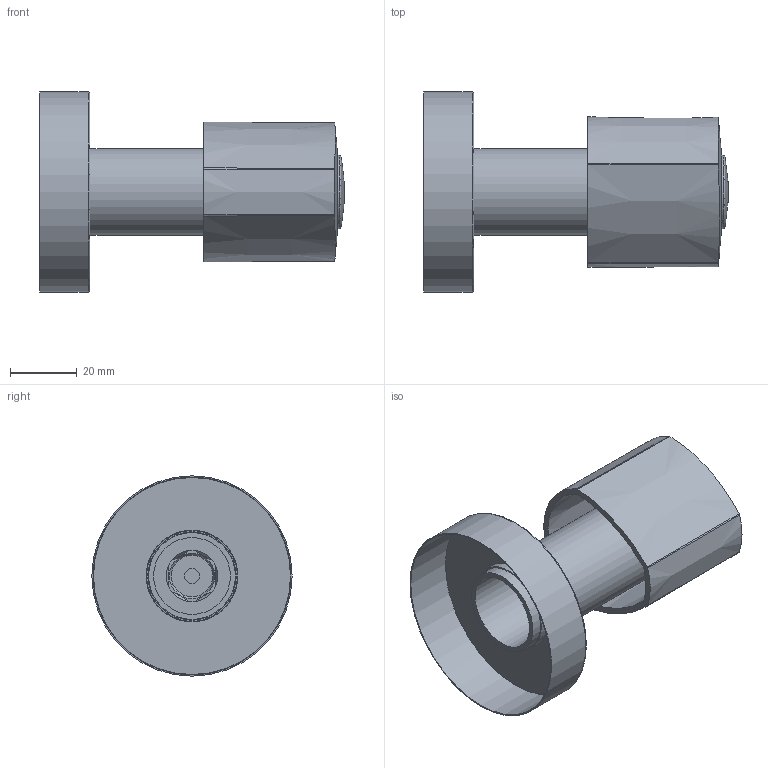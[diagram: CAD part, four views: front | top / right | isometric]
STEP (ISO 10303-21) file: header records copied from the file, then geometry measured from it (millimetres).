
FILE_DESCRIPTION (( 'STEP AP203' ), '1' );
FILE_NAME ('70FP12752.STEP', '2025-10-28T07:27:28', ( '' ), ( '' ), 'SwSTEP 2.0', 'SolidWorks 2021', '' );
FILE_SCHEMA (( 'CONFIG_CONTROL_DESIGN' ));
Length unit declared in the file: millimetre
Products named in the file (1): 70FP12752
Bounding box: 91.25 x 60 x 60 mm (x, y, z)
Volume: 27919.5 mm3; surface area: 36364.6 mm2
Topology: 6 solids, 6 shells, 313 faces, 806 edges, 526 vertices
Faces by surface type: plane 156, cylinder 73, bspline 28, torus 26, cone 26, sphere 4
Full cylindrical faces by diameter (mm): 4.5 x1, 8 x1, 11 x2, 12.45 x1, 15.5 x1, 20 x2, 22 x3, 23 x4, 26 x1, 26.5 x1, 27.2 x1, 59.3 x1, 60 x1
Entity records: 11249 total; most frequent: CARTESIAN_POINT 4036, ORIENTED_EDGE 1520, DIRECTION 1338, EDGE_CURVE 760, VERTEX_POINT 515, AXIS2_PLACEMENT_3D 475, LINE 388, VECTOR 388
